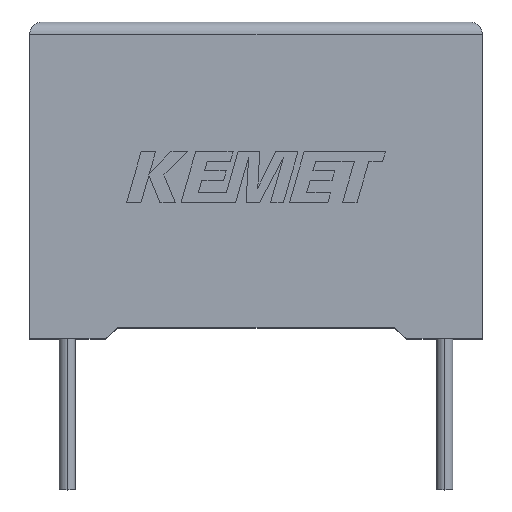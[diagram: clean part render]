
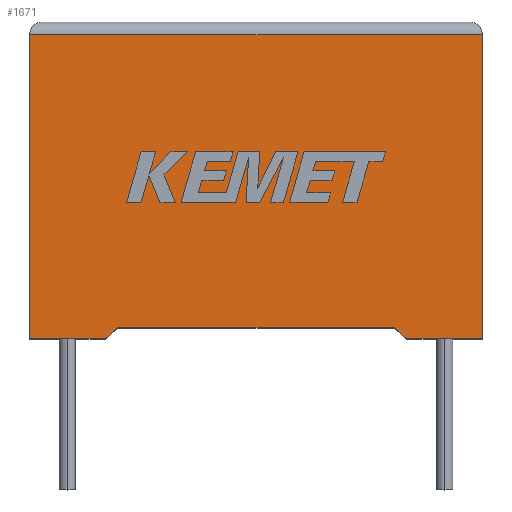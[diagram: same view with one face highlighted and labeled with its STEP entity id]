
A CAD part, top view. The second image highlights one B-rep face of the part: STEP entity #1671.
In plain terms, the highlighted planar face has unit normal (0, 0, 1).
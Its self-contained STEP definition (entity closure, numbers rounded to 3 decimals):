
#163 = EDGE_CURVE ( 'NONE', #985, #1991, #367, .T. ) ;
#225 = VECTOR ( 'NONE', #1337, 1000. ) ;
#292 = ORIENTED_EDGE ( 'NONE', *, *, #1292, .T. ) ;
#316 = CARTESIAN_POINT ( 'NONE',  ( 14.5, 0.434, 9.2 ) ) ;
#360 = CARTESIAN_POINT ( 'NONE',  ( 18., 0., 9.2 ) ) ;
#367 = LINE ( 'NONE', #1814, #1579 ) ;
#400 = CARTESIAN_POINT ( 'NONE',  ( 0., 0., 9.2 ) ) ;
#413 = CARTESIAN_POINT ( 'NONE',  ( 3.5, 0.434, 9.2 ) ) ;
#466 = VECTOR ( 'NONE', #1653, 1000. ) ;
#503 = LINE ( 'NONE', #1249, #1305 ) ;
#527 = PLANE ( 'NONE',  #2007 ) ;
#693 = ORIENTED_EDGE ( 'NONE', *, *, #732, .T. ) ;
#717 = CARTESIAN_POINT ( 'NONE',  ( 3., 0., 9.2 ) ) ;
#718 = CARTESIAN_POINT ( 'NONE',  ( 15., 0., 9.2 ) ) ;
#732 = EDGE_CURVE ( 'NONE', #1928, #2028, #2505, .T. ) ;
#780 = DIRECTION ( 'NONE',  ( -0.755, -0.656, 0. ) ) ;
#874 = DIRECTION ( 'NONE',  ( -1., 0., 0. ) ) ;
#891 = EDGE_CURVE ( 'NONE', #2664, #2521, #3038, .T. ) ;
#933 = ORIENTED_EDGE ( 'NONE', *, *, #891, .F. ) ;
#934 = EDGE_CURVE ( 'NONE', #1644, #1645, #503, .T. ) ;
#985 = VERTEX_POINT ( 'NONE', #2622 ) ;
#1168 = ORIENTED_EDGE ( 'NONE', *, *, #934, .T. ) ;
#1185 = EDGE_CURVE ( 'NONE', #1645, #1928, #1537, .T. ) ;
#1239 = CARTESIAN_POINT ( 'NONE',  ( 18., 12.1, 9.2 ) ) ;
#1246 = ORIENTED_EDGE ( 'NONE', *, *, #163, .T. ) ;
#1249 = CARTESIAN_POINT ( 'NONE',  ( 0., 12.1, 9.2 ) ) ;
#1292 = EDGE_CURVE ( 'NONE', #2664, #985, #1901, .T. ) ;
#1305 = VECTOR ( 'NONE', #2878, 1000. ) ;
#1319 = DIRECTION ( 'NONE',  ( 0., 0., -1. ) ) ;
#1337 = DIRECTION ( 'NONE',  ( 0., -1., 0. ) ) ;
#1379 = DIRECTION ( 'NONE',  ( -1., 0., 0. ) ) ;
#1448 = ORIENTED_EDGE ( 'NONE', *, *, #2894, .F. ) ;
#1528 = DIRECTION ( 'NONE',  ( 0., 1., 0. ) ) ;
#1537 = LINE ( 'NONE', #1753, #225 ) ;
#1579 = VECTOR ( 'NONE', #3022, 1000. ) ;
#1644 = VERTEX_POINT ( 'NONE', #1239 ) ;
#1645 = VERTEX_POINT ( 'NONE', #2416 ) ;
#1653 = DIRECTION ( 'NONE',  ( 0.755, -0.656, 0. ) ) ;
#1671 = ADVANCED_FACE ( 'NONE', ( #2703 ), #527, .F. ) ;
#1698 = LINE ( 'NONE', #717, #2679 ) ;
#1753 = CARTESIAN_POINT ( 'NONE',  ( 0., 0., 9.2 ) ) ;
#1814 = CARTESIAN_POINT ( 'NONE',  ( 0., 0., 9.2 ) ) ;
#1866 = VECTOR ( 'NONE', #1528, 1000. ) ;
#1901 = LINE ( 'NONE', #718, #466 ) ;
#1928 = VERTEX_POINT ( 'NONE', #400 ) ;
#1991 = VERTEX_POINT ( 'NONE', #2016 ) ;
#1998 = DIRECTION ( 'NONE',  ( 1., 0., 0. ) ) ;
#2007 = AXIS2_PLACEMENT_3D ( 'NONE', #2749, #1319, #874 ) ;
#2016 = CARTESIAN_POINT ( 'NONE',  ( 18., 0., 9.2 ) ) ;
#2028 = VERTEX_POINT ( 'NONE', #2061 ) ;
#2061 = CARTESIAN_POINT ( 'NONE',  ( 3., 0., 9.2 ) ) ;
#2130 = EDGE_CURVE ( 'NONE', #1991, #1644, #2493, .T. ) ;
#2284 = CARTESIAN_POINT ( 'NONE',  ( 0., 0., 9.2 ) ) ;
#2416 = CARTESIAN_POINT ( 'NONE',  ( 0., 12.1, 9.2 ) ) ;
#2493 = LINE ( 'NONE', #360, #1866 ) ;
#2503 = ORIENTED_EDGE ( 'NONE', *, *, #2130, .T. ) ;
#2505 = LINE ( 'NONE', #2284, #2602 ) ;
#2514 = EDGE_LOOP ( 'NONE', ( #2503, #1168, #2592, #693, #1448, #933, #292, #1246 ) ) ;
#2521 = VERTEX_POINT ( 'NONE', #413 ) ;
#2592 = ORIENTED_EDGE ( 'NONE', *, *, #1185, .T. ) ;
#2602 = VECTOR ( 'NONE', #1998, 1000. ) ;
#2622 = CARTESIAN_POINT ( 'NONE',  ( 15., 0., 9.2 ) ) ;
#2664 = VERTEX_POINT ( 'NONE', #316 ) ;
#2679 = VECTOR ( 'NONE', #780, 1000. ) ;
#2703 = FACE_OUTER_BOUND ( 'NONE', #2514, .T. ) ;
#2749 = CARTESIAN_POINT ( 'NONE',  ( 0., 0., 9.2 ) ) ;
#2792 = CARTESIAN_POINT ( 'NONE',  ( 9., 0.434, 9.2 ) ) ;
#2837 = VECTOR ( 'NONE', #1379, 1000. ) ;
#2878 = DIRECTION ( 'NONE',  ( -1., 0., 0. ) ) ;
#2894 = EDGE_CURVE ( 'NONE', #2521, #2028, #1698, .T. ) ;
#3022 = DIRECTION ( 'NONE',  ( 1., 0., 0. ) ) ;
#3038 = LINE ( 'NONE', #2792, #2837 ) ;
